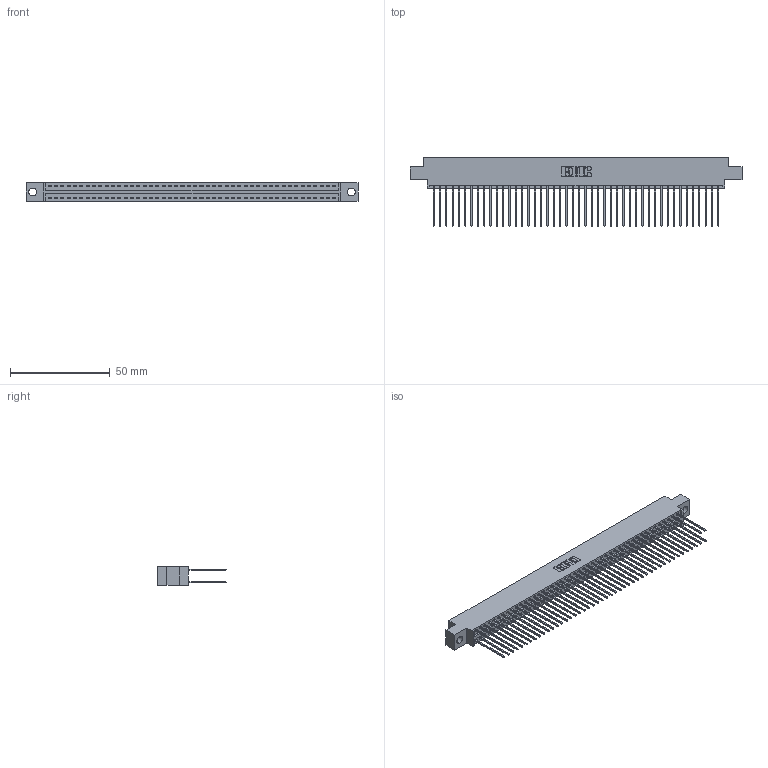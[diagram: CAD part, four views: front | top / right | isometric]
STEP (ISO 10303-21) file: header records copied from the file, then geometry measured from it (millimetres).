
FILE_DESCRIPTION (( 'STEP AP203' ), '1' );
FILE_NAME ('396-092-541-804.STEP', '2018-09-12T10:15:58', ( '' ), ( '' ), 'SwSTEP 2.0', 'SolidWorks 2016', '' );
FILE_SCHEMA (( 'CONFIG_CONTROL_DESIGN' ));
Length unit declared in the file: inch
Products named in the file (3): 346 Part_0.170 Offset - 0.156 Dia-TH; 345-292-001_345-293-141; 396-092-541-804
Assembly tree (93 placements, depth 2):
  396-092-541-804
    346 Part_0.170 Offset - 0.156 Dia-TH
    345-292-001_345-293-141  x92
Bounding box: 166.62 x 34.29 x 9.4 mm (x, y, z)
Volume: 16564.3 mm3; surface area: 25355.9 mm2
Topology: 93 solids, 93 shells, 4910 faces, 14601 edges, 9610 vertices
Faces by surface type: plane 3300, cylinder 1610
Entity records: 29635 total; most frequent: CARTESIAN_POINT 4880, ORIENTED_EDGE 4814, DIRECTION 4351, EDGE_CURVE 2407, LINE 2091, VECTOR 2091, VERTEX_POINT 1602, AXIS2_PLACEMENT_3D 1130
